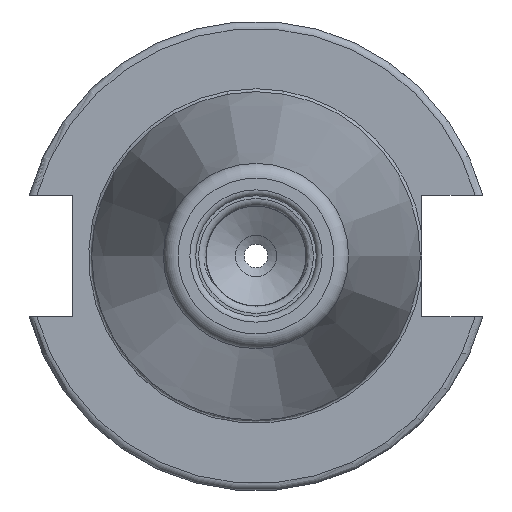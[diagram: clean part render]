
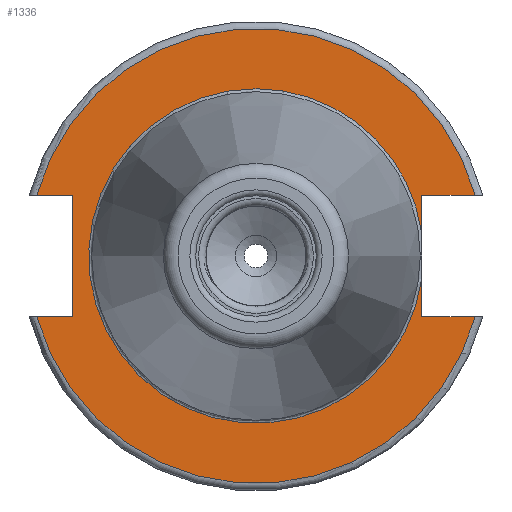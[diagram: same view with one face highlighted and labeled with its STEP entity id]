
A CAD part, left-side view. The second image highlights one B-rep face of the part: STEP entity #1336.
In plain terms, the highlighted planar face has unit normal (-1, 0, 0).
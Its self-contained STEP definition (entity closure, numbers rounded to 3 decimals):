
#61=PLANE('',#1486);
#136=FACE_OUTER_BOUND('',#218,.T.);
#218=EDGE_LOOP('',(#1185,#1186,#1187,#1188,#1189,#1190,#1191,#1192,#1193,
#1194,#1195));
#264=CIRCLE('',#1442,30.775);
#267=CIRCLE('',#1446,22.625);
#268=CIRCLE('',#1447,22.625);
#291=CIRCLE('',#1487,30.775);
#399=LINE('',#3109,#460);
#406=LINE('',#3208,#467);
#408=LINE('',#3211,#469);
#410=LINE('',#3227,#471);
#414=LINE('',#3273,#475);
#415=LINE('',#3285,#476);
#420=LINE('',#3342,#481);
#460=VECTOR('',#1660,10.);
#467=VECTOR('',#1669,10.);
#469=VECTOR('',#1673,10.);
#471=VECTOR('',#1677,10.);
#475=VECTOR('',#1683,10.);
#476=VECTOR('',#1684,10.);
#481=VECTOR('',#1691,10.);
#563=VERTEX_POINT('',#3106);
#564=VERTEX_POINT('',#3108);
#580=VERTEX_POINT('',#3196);
#581=VERTEX_POINT('',#3207);
#583=VERTEX_POINT('',#3224);
#584=VERTEX_POINT('',#3226);
#592=VERTEX_POINT('',#3271);
#593=VERTEX_POINT('',#3272);
#594=VERTEX_POINT('',#3274);
#603=VERTEX_POINT('',#3331);
#606=VERTEX_POINT('',#3365);
#724=EDGE_CURVE('',#564,#563,#399,.T.);
#742=EDGE_CURVE('',#581,#580,#406,.T.);
#744=EDGE_CURVE('',#563,#581,#408,.T.);
#747=EDGE_CURVE('',#584,#583,#410,.T.);
#756=EDGE_CURVE('',#592,#593,#414,.T.);
#758=EDGE_CURVE('',#583,#594,#415,.T.);
#769=EDGE_CURVE('',#593,#603,#420,.T.);
#778=EDGE_CURVE('',#564,#603,#264,.T.);
#781=EDGE_CURVE('',#594,#606,#267,.T.);
#782=EDGE_CURVE('',#606,#592,#268,.T.);
#817=EDGE_CURVE('',#584,#580,#291,.T.);
#1185=ORIENTED_EDGE('',*,*,#742,.T.);
#1186=ORIENTED_EDGE('',*,*,#817,.F.);
#1187=ORIENTED_EDGE('',*,*,#747,.T.);
#1188=ORIENTED_EDGE('',*,*,#758,.T.);
#1189=ORIENTED_EDGE('',*,*,#781,.T.);
#1190=ORIENTED_EDGE('',*,*,#782,.T.);
#1191=ORIENTED_EDGE('',*,*,#756,.T.);
#1192=ORIENTED_EDGE('',*,*,#769,.T.);
#1193=ORIENTED_EDGE('',*,*,#778,.F.);
#1194=ORIENTED_EDGE('',*,*,#724,.T.);
#1195=ORIENTED_EDGE('',*,*,#744,.T.);
#1336=ADVANCED_FACE('',(#136),#61,.T.);
#1442=AXIS2_PLACEMENT_3D('',#3360,#1726,#1727);
#1446=AXIS2_PLACEMENT_3D('',#3367,#1734,#1735);
#1447=AXIS2_PLACEMENT_3D('',#3368,#1736,#1737);
#1486=AXIS2_PLACEMENT_3D('',#5006,#1818,#1819);
#1487=AXIS2_PLACEMENT_3D('',#5007,#1820,#1821);
#1660=DIRECTION('',(0.,-1.,0.));
#1669=DIRECTION('',(0.,1.,0.));
#1673=DIRECTION('',(0.,0.,-1.));
#1677=DIRECTION('',(0.,1.,0.));
#1683=DIRECTION('',(0.,0.,1.));
#1684=DIRECTION('',(0.,0.,1.));
#1691=DIRECTION('',(0.,-1.,0.));
#1726=DIRECTION('center_axis',(1.,0.,0.));
#1727=DIRECTION('ref_axis',(0.,0.,-1.));
#1734=DIRECTION('center_axis',(1.,0.,0.));
#1735=DIRECTION('ref_axis',(0.,0.,-1.));
#1736=DIRECTION('center_axis',(1.,0.,0.));
#1737=DIRECTION('ref_axis',(0.,0.,-1.));
#1818=DIRECTION('center_axis',(-1.,0.,0.));
#1819=DIRECTION('ref_axis',(0.,0.,1.));
#1820=DIRECTION('center_axis',(1.,0.,0.));
#1821=DIRECTION('ref_axis',(0.,0.,-1.));
#3106=CARTESIAN_POINT('',(3.18,24.8,8.19));
#3108=CARTESIAN_POINT('',(3.18,29.665,8.19));
#3109=CARTESIAN_POINT('',(3.18,27.788,8.19));
#3196=CARTESIAN_POINT('',(3.18,29.665,-8.19));
#3207=CARTESIAN_POINT('',(3.18,24.8,-8.19));
#3208=CARTESIAN_POINT('',(3.18,40.288,-8.19));
#3211=CARTESIAN_POINT('',(3.18,24.8,-4.095));
#3224=CARTESIAN_POINT('',(3.18,-22.41,-8.19));
#3226=CARTESIAN_POINT('',(3.18,-29.665,-8.19));
#3227=CARTESIAN_POINT('',(3.18,4.183,-8.19));
#3271=CARTESIAN_POINT('',(3.18,-22.41,3.112));
#3272=CARTESIAN_POINT('',(3.18,-22.41,8.19));
#3273=CARTESIAN_POINT('',(3.18,-22.41,4.095));
#3274=CARTESIAN_POINT('',(3.18,-22.41,-3.112));
#3285=CARTESIAN_POINT('',(3.18,-22.41,4.095));
#3331=CARTESIAN_POINT('',(3.18,-29.665,8.19));
#3342=CARTESIAN_POINT('',(3.18,-8.318,8.19));
#3360=CARTESIAN_POINT('Origin',(3.18,0.,
0.));
#3365=CARTESIAN_POINT('',(3.18,0.,22.625));
#3367=CARTESIAN_POINT('Origin',(3.18,0.,0.));
#3368=CARTESIAN_POINT('Origin',(3.18,0.,0.));
#5006=CARTESIAN_POINT('Origin',(3.18,30.775,0.));
#5007=CARTESIAN_POINT('Origin',(3.18,0.,
0.));
